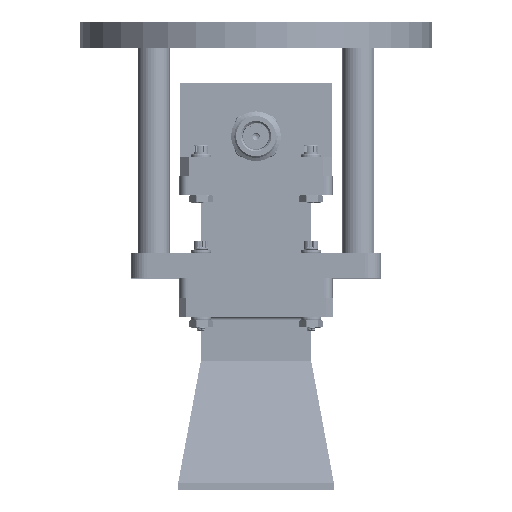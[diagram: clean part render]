
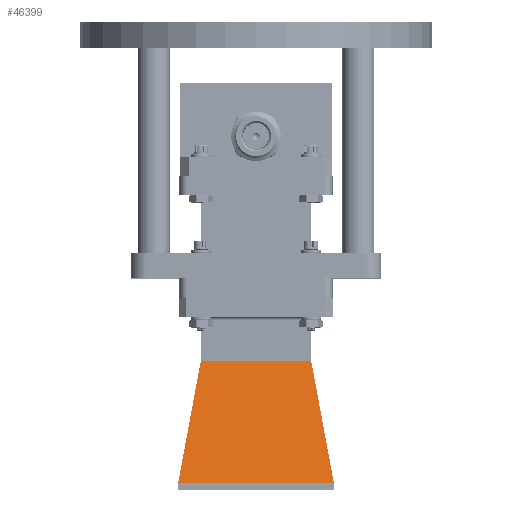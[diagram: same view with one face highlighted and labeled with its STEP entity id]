
A CAD part, top view. The second image highlights one B-rep face of the part: STEP entity #46399.
In plain terms, the highlighted face is planar.
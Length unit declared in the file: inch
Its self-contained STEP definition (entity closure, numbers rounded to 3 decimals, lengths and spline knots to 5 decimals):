
#86 = DIRECTION ( 'NONE',  ( -0.263, -0.176, 0.949 ) ) ;
#97 = CARTESIAN_POINT ( 'NONE',  ( -0.78338, -0.97286, 3.4542 ) ) ;
#2379 = VERTEX_POINT ( 'NONE', #41144 ) ;
#2529 = EDGE_CURVE ( 'NONE', #25497, #32648, #9185, .T. ) ;
#4124 = VECTOR ( 'NONE', #86, 39.37008 ) ;
#4843 = ORIENTED_EDGE ( 'NONE', *, *, #32410, .F. ) ;
#5059 = CARTESIAN_POINT ( 'NONE',  ( -0.77758, 0.95317, 3.43332 ) ) ;
#6392 = EDGE_CURVE ( 'NONE', #44283, #39021, #44166, .T. ) ;
#9185 = LINE ( 'NONE', #27607, #10447 ) ;
#9397 = LINE ( 'NONE', #27221, #20143 ) ;
#9833 = VECTOR ( 'NONE', #47467, 39.37008 ) ;
#10036 = FACE_OUTER_BOUND ( 'NONE', #24368, .T. ) ;
#10447 = VECTOR ( 'NONE', #23319, 39.37008 ) ;
#10635 = DIRECTION ( 'NONE',  ( 0.267, 0., -0.964 ) ) ;
#10690 = CARTESIAN_POINT ( 'NONE',  ( -0.78338, -0.95317, 3.4542 ) ) ;
#12777 = AXIS2_PLACEMENT_3D ( 'NONE', #52789, #38310, #10635 ) ;
#13453 = CARTESIAN_POINT ( 'NONE',  ( -0.78338, 0.95317, 3.4542 ) ) ;
#13761 = DIRECTION ( 'NONE',  ( -0.263, 0.176, 0.949 ) ) ;
#14363 = CARTESIAN_POINT ( 'NONE',  ( -0.36806, 0.67911, 1.95765 ) ) ;
#16621 = VECTOR ( 'NONE', #25202, 39.37008 ) ;
#16877 = DIRECTION ( 'NONE',  ( 0.267, 0., -0.964 ) ) ;
#19694 = VERTEX_POINT ( 'NONE', #48749 ) ;
#20143 = VECTOR ( 'NONE', #37675, 39.37008 ) ;
#21483 = LINE ( 'NONE', #59319, #34391 ) ;
#23319 = DIRECTION ( 'NONE',  ( -0.267, 0., 0.964 ) ) ;
#23591 = VECTOR ( 'NONE', #59838, 39.37008 ) ;
#24368 = EDGE_LOOP ( 'NONE', ( #27333, #33038, #27708, #51358, #4843, #34791, #34198, #28850 ) ) ;
#25202 = DIRECTION ( 'NONE',  ( 0.267, 0., -0.964 ) ) ;
#25497 = VERTEX_POINT ( 'NONE', #53787 ) ;
#25837 = EDGE_CURVE ( 'NONE', #2379, #39021, #60810, .T. ) ;
#27221 = CARTESIAN_POINT ( 'NONE',  ( -0.36661, 0.561, 1.95243 ) ) ;
#27333 = ORIENTED_EDGE ( 'NONE', *, *, #6392, .T. ) ;
#27359 = EDGE_CURVE ( 'NONE', #19694, #43998, #9397, .T. ) ;
#27607 = CARTESIAN_POINT ( 'NONE',  ( -0.77758, -0.95317, 3.43332 ) ) ;
#27708 = ORIENTED_EDGE ( 'NONE', *, *, #37175, .T. ) ;
#28850 = ORIENTED_EDGE ( 'NONE', *, *, #33923, .T. ) ;
#32410 = EDGE_CURVE ( 'NONE', #47847, #43998, #40546, .T. ) ;
#32648 = VERTEX_POINT ( 'NONE', #10690 ) ;
#33038 = ORIENTED_EDGE ( 'NONE', *, *, #25837, .F. ) ;
#33923 = EDGE_CURVE ( 'NONE', #32648, #44283, #47163, .T. ) ;
#34198 = ORIENTED_EDGE ( 'NONE', *, *, #2529, .T. ) ;
#34387 = EDGE_CURVE ( 'NONE', #47847, #25497, #46544, .T. ) ;
#34391 = VECTOR ( 'NONE', #16877, 39.37008 ) ;
#34791 = ORIENTED_EDGE ( 'NONE', *, *, #34387, .T. ) ;
#35449 = CARTESIAN_POINT ( 'NONE',  ( -0.36806, -0.67911, 1.95765 ) ) ;
#35638 = CARTESIAN_POINT ( 'NONE',  ( 0.16269, -0.67911, 0.04515 ) ) ;
#37175 = EDGE_CURVE ( 'NONE', #2379, #19694, #21483, .T. ) ;
#37325 = CARTESIAN_POINT ( 'NONE',  ( -0.36806, -0.67911, 1.95765 ) ) ;
#37675 = DIRECTION ( 'NONE',  ( 0., -1., 0. ) ) ;
#38310 = DIRECTION ( 'NONE',  ( 0.964, 0., 0.267 ) ) ;
#39021 = VERTEX_POINT ( 'NONE', #5059 ) ;
#39553 = CARTESIAN_POINT ( 'NONE',  ( -0.78338, 0.95317, 3.4542 ) ) ;
#40546 = LINE ( 'NONE', #35638, #16621 ) ;
#41144 = CARTESIAN_POINT ( 'NONE',  ( -0.36806, 0.67911, 1.95765 ) ) ;
#43998 = VERTEX_POINT ( 'NONE', #48553 ) ;
#44166 = LINE ( 'NONE', #39553, #23591 ) ;
#44283 = VERTEX_POINT ( 'NONE', #13453 ) ;
#44559 = VECTOR ( 'NONE', #13761, 39.37008 ) ;
#46399 = ADVANCED_FACE ( 'NONE', ( #10036 ), #47542, .F. ) ;
#46544 = LINE ( 'NONE', #37325, #4124 ) ;
#47163 = LINE ( 'NONE', #97, #9833 ) ;
#47467 = DIRECTION ( 'NONE',  ( 0., 1., 0. ) ) ;
#47542 = PLANE ( 'NONE',  #12777 ) ;
#47847 = VERTEX_POINT ( 'NONE', #35449 ) ;
#48553 = CARTESIAN_POINT ( 'NONE',  ( -0.36661, -0.67911, 1.95243 ) ) ;
#48749 = CARTESIAN_POINT ( 'NONE',  ( -0.36661, 0.67911, 1.95243 ) ) ;
#51358 = ORIENTED_EDGE ( 'NONE', *, *, #27359, .T. ) ;
#52789 = CARTESIAN_POINT ( 'NONE',  ( 0.16269, 0., 0.04515 ) ) ;
#53787 = CARTESIAN_POINT ( 'NONE',  ( -0.77758, -0.95317, 3.43332 ) ) ;
#59319 = CARTESIAN_POINT ( 'NONE',  ( -0.36806, 0.67911, 1.95765 ) ) ;
#59838 = DIRECTION ( 'NONE',  ( 0.267, 0., -0.964 ) ) ;
#60810 = LINE ( 'NONE', #14363, #44559 ) ;
